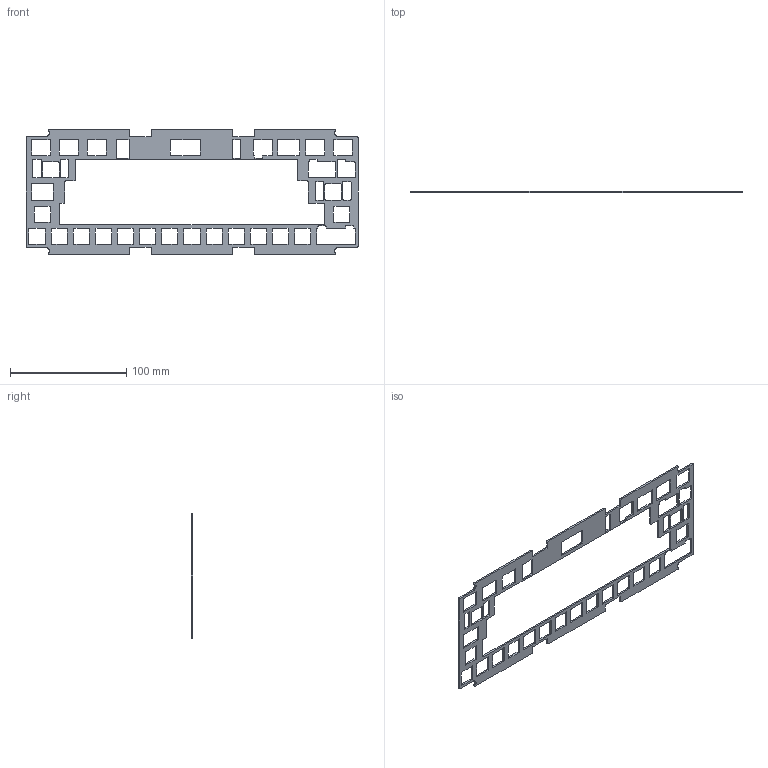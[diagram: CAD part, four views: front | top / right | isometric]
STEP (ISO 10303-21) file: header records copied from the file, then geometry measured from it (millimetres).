
FILE_DESCRIPTION(/* description */ (''),/* implementation_level */ '2;1');
FILE_NAME(/* name */ 'Plate-Partial-NoLeaf.step',/* time_stamp */ '2019-12-09T11:59:59-05:00',/* author */ (''),/* organization */ (''),/* preprocessor_version */ 'ST-DEVELOPER v18',/* originating_system */ 'Autodesk Translation Framework v8.12.0.6',/* authorisation */ '');
FILE_SCHEMA (('AUTOMOTIVE_DESIGN { 1 0 10303 214 3 1 1 }'));
Length unit declared in the file: millimetre
Products named in the file (1): Plate-Partial-NoLeaf
Bounding box: 285.75 x 1.5 x 108.25 mm (x, y, z)
Volume: 16148.4 mm3; surface area: 26672.1 mm2
Topology: 1 solids, 1 shells, 397 faces, 1187 edges, 792 vertices
Faces by surface type: plane 204, cylinder 193
Entity records: 13649 total; most frequent: CARTESIAN_POINT 2377, ORIENTED_EDGE 2374, DIRECTION 2371, EDGE_CURVE 1187, LINE 799, VECTOR 799, VERTEX_POINT 792, AXIS2_PLACEMENT_3D 786
